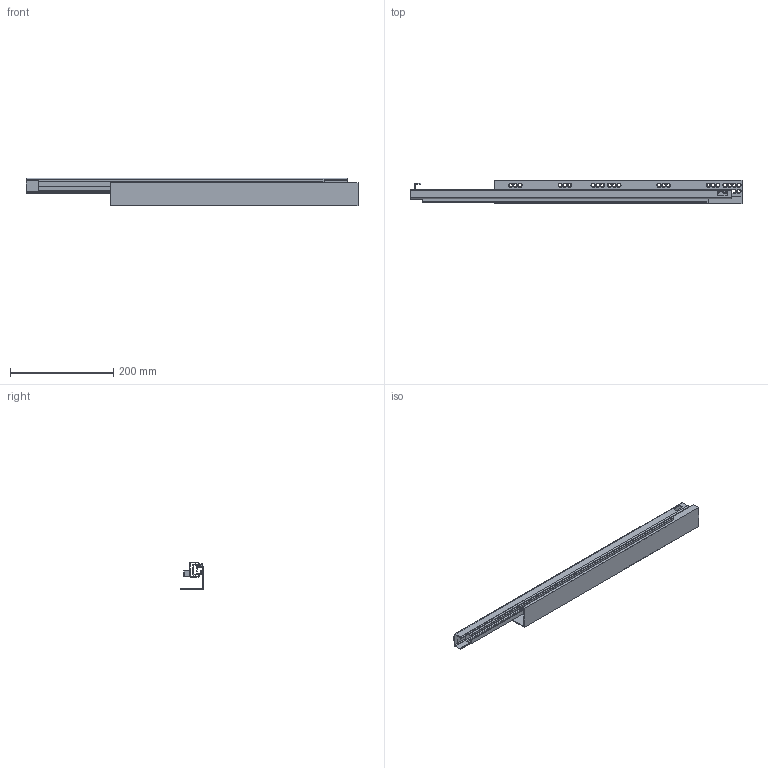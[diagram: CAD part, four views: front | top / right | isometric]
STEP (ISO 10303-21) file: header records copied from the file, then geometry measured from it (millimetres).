
FILE_DESCRIPTION (( 'STEP AP214' ), '1' );
FILE_NAME ('F000178_CLOSED_RIGHT_3D.step', '2023-02-22T12:23:23', ( '' ), ( '' ), 'SwSTEP 2.0', 'SolidWorks 2020', '' );
FILE_SCHEMA (( 'AUTOMOTIVE_DESIGN' ));
Length unit declared in the file: millimetre
Products named in the file (4): NU70,NU80-650-VNITRNI_PRAVY; F000178_CLOSED_RIGHT_3D; NU70,NU80-650-VNEJSI-PRAVY; NU70,NU80-650-STREDNI
Assembly tree (3 placements, depth 2):
  F000178_CLOSED_RIGHT_3D
    NU70,NU80-650-VNEJSI-PRAVY
    NU70,NU80-650-STREDNI
    NU70,NU80-650-VNITRNI_PRAVY
Bounding box: 644.5 x 45.5 x 53.5 mm (x, y, z)
Volume: 180220.4 mm3; surface area: 258063 mm2
Topology: 3 solids, 3 shells, 261 faces, 675 edges, 420 vertices
Faces by surface type: cylinder 94, plane 85, cone 82
Entity records: 8259 total; most frequent: DIRECTION 1485, CARTESIAN_POINT 1362, ORIENTED_EDGE 1350, EDGE_CURVE 675, AXIS2_PLACEMENT_3D 543, VERTEX_POINT 420, LINE 399, VECTOR 399
